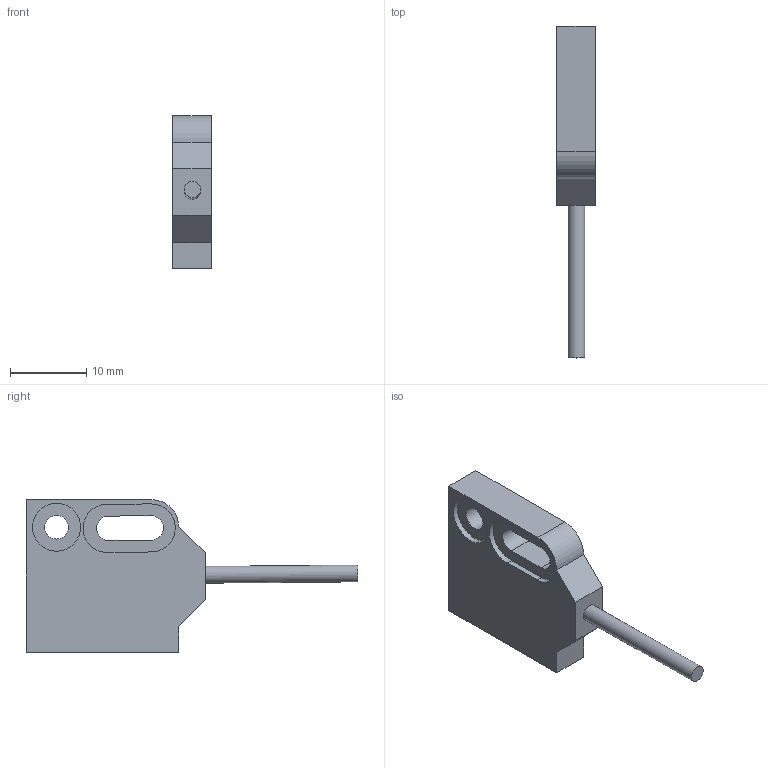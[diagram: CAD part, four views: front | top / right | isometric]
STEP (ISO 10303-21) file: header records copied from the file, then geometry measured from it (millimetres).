
FILE_DESCRIPTION(/* description */ (''),/* implementation_level */ '2;1');
FILE_NAME(/* name */ 'EX-LT12.stp',/* time_stamp */ '2023-04-10T10:36:29+08:00',/* author */ (''),/* organization */ (''),/* preprocessor_version */ 'ST-DEVELOPER v16.7',/* originating_system */ 'SIEMENS PLM Software NX 12.0',/* authorisation */ '');
FILE_SCHEMA (('AUTOMOTIVE_DESIGN { 1 0 10303 214 3 1 1 1 }'));
Length unit declared in the file: millimetre
Products named in the file (1): EX-LT12
Bounding box: 5 x 43.51 x 20 mm (x, y, z)
Volume: 1966.3 mm3; surface area: 1526.2 mm2
Topology: 1 solids, 1 shells, 63 faces, 120 edges, 80 vertices
Faces by surface type: plane 36, cylinder 27
Full cylindrical faces by diameter (mm): 0.265 x16, 2.2 x1, 3.1 x1, 6.3 x2
Entity records: 1540 total; most frequent: DIRECTION 282, CARTESIAN_POINT 244, ORIENTED_EDGE 200, AXIS2_PLACEMENT_3D 118, EDGE_LOOP 108, EDGE_CURVE 100, VERTEX_POINT 80, FACE_BOUND 73
